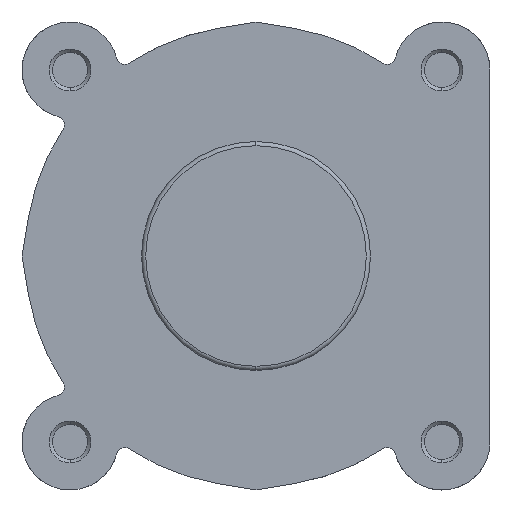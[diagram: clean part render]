
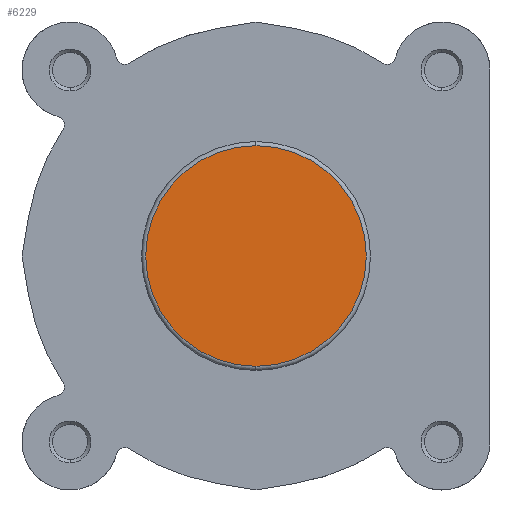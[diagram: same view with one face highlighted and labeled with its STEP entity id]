
A CAD part, left-side view. The second image highlights one B-rep face of the part: STEP entity #6229.
In plain terms, the highlighted planar face has unit normal (-1, 0, 0).
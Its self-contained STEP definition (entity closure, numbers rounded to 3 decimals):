
#100 = AXIS2_PLACEMENT_3D ( 'NONE', #3411, #3413, #3414 ) ;
#120 = AXIS2_PLACEMENT_3D ( 'NONE', #3450, #3459, #3460 ) ;
#343 = AXIS2_PLACEMENT_3D ( 'NONE', #3992, #4001, #4002 ) ;
#904 = ORIENTED_EDGE ( 'NONE', *, *, #4201, .T. ) ;
#924 = ORIENTED_EDGE ( 'NONE', *, *, #4242, .T. ) ;
#1638 = EDGE_LOOP ( 'NONE', ( #904, #924 ) ) ;
#3411 = CARTESIAN_POINT ( 'NONE',  ( 0., 0., 0. ) ) ;
#3413 = DIRECTION ( 'NONE',  ( -1., 0., 0. ) ) ;
#3414 = DIRECTION ( 'NONE',  ( 0., 0., -1. ) ) ;
#3450 = CARTESIAN_POINT ( 'NONE',  ( 0., 0., 0. ) ) ;
#3459 = DIRECTION ( 'NONE',  ( -1., 0., 0. ) ) ;
#3460 = DIRECTION ( 'NONE',  ( 0., 0., -1. ) ) ;
#3985 = PLANE ( 'NONE',  #343 ) ;
#3992 = CARTESIAN_POINT ( 'NONE',  ( 0., 27.4, 0. ) ) ;
#4001 = DIRECTION ( 'NONE',  ( 1., 0., 0. ) ) ;
#4002 = DIRECTION ( 'NONE',  ( 0., 0., -1. ) ) ;
#4201 = EDGE_CURVE ( 'NONE', #6597, #6560, #4546, .T. ) ;
#4242 = EDGE_CURVE ( 'NONE', #6560, #6597, #4573, .T. ) ;
#4546 = CIRCLE ( 'NONE', #100, 26.4 ) ;
#4573 = CIRCLE ( 'NONE', #120, 26.4 ) ;
#4857 = FACE_OUTER_BOUND ( 'NONE', #1638, .T. ) ;
#5782 = CARTESIAN_POINT ( 'NONE',  ( 0., 0., 26.4 ) ) ;
#5819 = CARTESIAN_POINT ( 'NONE',  ( 0., 0., -26.4 ) ) ;
#6229 = ADVANCED_FACE ( 'NONE', ( #4857 ), #3985, .F. ) ;
#6560 = VERTEX_POINT ( 'NONE', #5782 ) ;
#6597 = VERTEX_POINT ( 'NONE', #5819 ) ;
